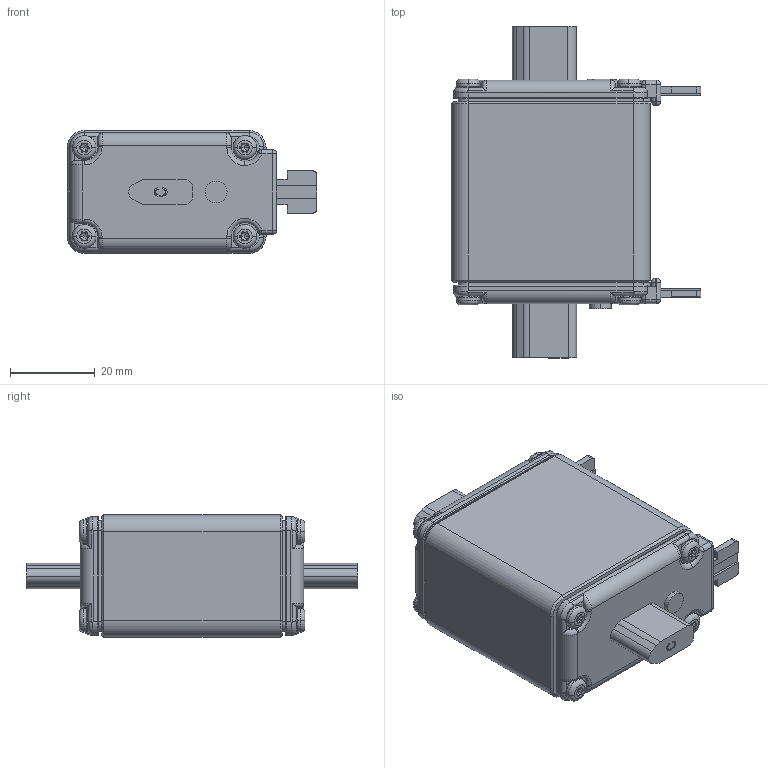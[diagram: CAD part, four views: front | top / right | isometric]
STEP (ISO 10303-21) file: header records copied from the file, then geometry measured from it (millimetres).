
FILE_DESCRIPTION (( 'STEP AP203' ), '1' );
FILE_NAME ('Assy -27.step', '2017-12-07T13:44:24', ( '' ), ( '' ), 'SwSTEP 2.0', 'SolidWorks 2013', '' );
FILE_SCHEMA (( 'CONFIG_CONTROL_DESIGN' ));
Length unit declared in the file: millimetre
Products named in the file (1): Assy -27
Bounding box: 59 x 78.49 x 29 mm (x, y, z)
Volume: 72616.6 mm3; surface area: 13136 mm2
Topology: 1 solids, 1 shells, 867 faces, 2267 edges, 1279 vertices
Faces by surface type: cylinder 309, plane 183, cone 168, bspline 128, torus 61, sphere 18
Entity records: 29553 total; most frequent: CARTESIAN_POINT 9373, ORIENTED_EDGE 4310, DIRECTION 4049, EDGE_CURVE 2155, AXIS2_PLACEMENT_3D 1519, VERTEX_POINT 1279, VECTOR 1011, LINE 1011
